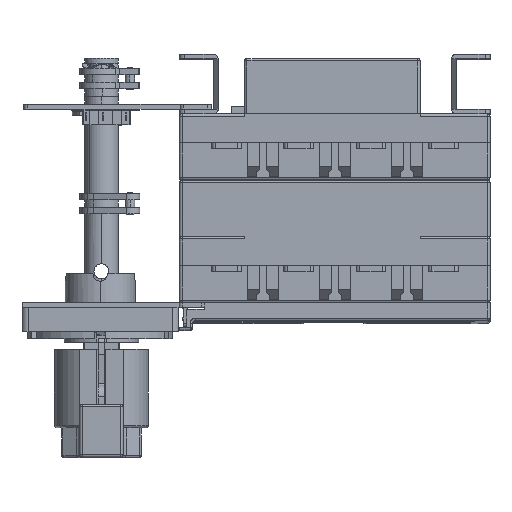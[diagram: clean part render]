
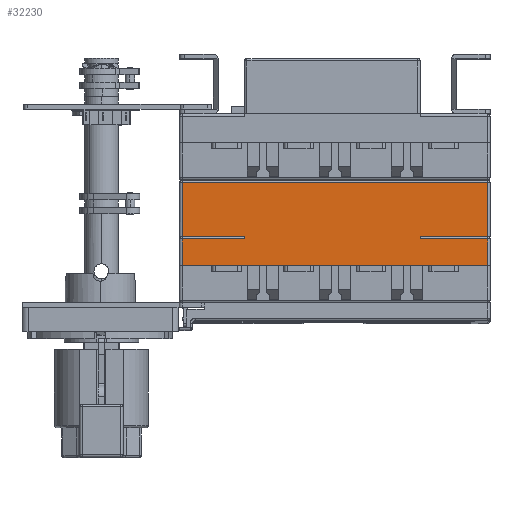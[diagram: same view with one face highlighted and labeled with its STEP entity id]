
A CAD part, top view. The second image highlights one B-rep face of the part: STEP entity #32230.
In plain terms, the highlighted planar face has unit normal (0, 0, 1).
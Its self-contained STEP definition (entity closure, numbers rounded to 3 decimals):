
#1214 = VERTEX_POINT ( 'NONE', #65832 ) ;
#3206 = VECTOR ( 'NONE', #123918, 1000. ) ;
#6009 = CARTESIAN_POINT ( 'NONE',  ( 27., 26.5, 35. ) ) ;
#6217 = EDGE_CURVE ( 'NONE', #35124, #120578, #35763, .T. ) ;
#7574 = VECTOR ( 'NONE', #49626, 1000. ) ;
#7985 = LINE ( 'NONE', #18231, #7574 ) ;
#11191 = VECTOR ( 'NONE', #56191, 1000. ) ;
#12974 = LINE ( 'NONE', #127580, #75026 ) ;
#13060 = LINE ( 'NONE', #56691, #80183 ) ;
#15307 = EDGE_CURVE ( 'NONE', #74957, #118984, #91261, .T. ) ;
#17648 = ORIENTED_EDGE ( 'NONE', *, *, #58725, .T. ) ;
#18231 = CARTESIAN_POINT ( 'NONE',  ( 128., 27.5, 35. ) ) ;
#18556 = EDGE_CURVE ( 'NONE', #104618, #74957, #28780, .T. ) ;
#18939 = DIRECTION ( 'NONE',  ( -1., 0., 0. ) ) ;
#19150 = EDGE_CURVE ( 'NONE', #75234, #35124, #19564, .T. ) ;
#19564 = LINE ( 'NONE', #102813, #3206 ) ;
#20080 = ORIENTED_EDGE ( 'NONE', *, *, #28506, .F. ) ;
#20598 = CARTESIAN_POINT ( 'NONE',  ( 0., 26.5, 35. ) ) ;
#21111 = CARTESIAN_POINT ( 'NONE',  ( 0., 15.5, 35. ) ) ;
#23774 = LINE ( 'NONE', #75655, #117990 ) ;
#28506 = EDGE_CURVE ( 'NONE', #104618, #75234, #12974, .T. ) ;
#28780 = LINE ( 'NONE', #39024, #75006 ) ;
#32230 = ADVANCED_FACE ( 'NONE', ( #101792 ), #52648, .T. ) ;
#32615 = EDGE_CURVE ( 'NONE', #83531, #66358, #7985, .T. ) ;
#34375 = EDGE_CURVE ( 'NONE', #1214, #83531, #84546, .T. ) ;
#34807 = ORIENTED_EDGE ( 'NONE', *, *, #34375, .T. ) ;
#35124 = VERTEX_POINT ( 'NONE', #128649 ) ;
#35763 = LINE ( 'NONE', #120320, #119845 ) ;
#38938 = EDGE_LOOP ( 'NONE', ( #124636, #34807, #57239, #117286, #17648, #47169, #46153, #105261, #119940, #20080, #102683, #75347 ) ) ;
#39024 = CARTESIAN_POINT ( 'NONE',  ( 27., 27.5, 35. ) ) ;
#39953 = VERTEX_POINT ( 'NONE', #134855 ) ;
#41735 = CARTESIAN_POINT ( 'NONE',  ( 0., 27.5, 35. ) ) ;
#43626 = CARTESIAN_POINT ( 'NONE',  ( 128., 50., 35. ) ) ;
#45641 = VECTOR ( 'NONE', #130935, 1000. ) ;
#46153 = ORIENTED_EDGE ( 'NONE', *, *, #91063, .F. ) ;
#47169 = ORIENTED_EDGE ( 'NONE', *, *, #111180, .F. ) ;
#49626 = DIRECTION ( 'NONE',  ( 0., 1., 0. ) ) ;
#51673 = CARTESIAN_POINT ( 'NONE',  ( 1., 26.5, 35. ) ) ;
#52648 = PLANE ( 'NONE',  #55512 ) ;
#55175 = DIRECTION ( 'NONE',  ( 0., -1., 0. ) ) ;
#55512 = AXIS2_PLACEMENT_3D ( 'NONE', #41735, #92230, #91550 ) ;
#56191 = DIRECTION ( 'NONE',  ( 0., -1., 0. ) ) ;
#56691 = CARTESIAN_POINT ( 'NONE',  ( 100., 26.5, 35. ) ) ;
#57239 = ORIENTED_EDGE ( 'NONE', *, *, #32615, .T. ) ;
#58725 = EDGE_CURVE ( 'NONE', #126022, #39953, #13060, .T. ) ;
#60277 = VECTOR ( 'NONE', #62735, 1000. ) ;
#62218 = DIRECTION ( 'NONE',  ( 1., 0., 0. ) ) ;
#62735 = DIRECTION ( 'NONE',  ( 1., 0., 0. ) ) ;
#65832 = CARTESIAN_POINT ( 'NONE',  ( 1., 15.5, 35. ) ) ;
#66358 = VERTEX_POINT ( 'NONE', #123605 ) ;
#66945 = CARTESIAN_POINT ( 'NONE',  ( 128., 27.5, 35. ) ) ;
#72464 = LINE ( 'NONE', #20598, #82730 ) ;
#74957 = VERTEX_POINT ( 'NONE', #6009 ) ;
#75006 = VECTOR ( 'NONE', #112676, 1000. ) ;
#75026 = VECTOR ( 'NONE', #96222, 1000. ) ;
#75234 = VERTEX_POINT ( 'NONE', #104202 ) ;
#75347 = ORIENTED_EDGE ( 'NONE', *, *, #15307, .T. ) ;
#75655 = CARTESIAN_POINT ( 'NONE',  ( 128., 51., 35. ) ) ;
#77343 = LINE ( 'NONE', #126475, #11191 ) ;
#80183 = VECTOR ( 'NONE', #98314, 1000. ) ;
#82730 = VECTOR ( 'NONE', #62218, 1000. ) ;
#83531 = VERTEX_POINT ( 'NONE', #97629 ) ;
#84546 = LINE ( 'NONE', #21111, #60277 ) ;
#84855 = VERTEX_POINT ( 'NONE', #66945 ) ;
#88950 = DIRECTION ( 'NONE',  ( 1., 0., 0. ) ) ;
#89334 = CARTESIAN_POINT ( 'NONE',  ( 100., 27.5, 35. ) ) ;
#91049 = VECTOR ( 'NONE', #18939, 1000. ) ;
#91063 = EDGE_CURVE ( 'NONE', #120578, #84855, #23774, .T. ) ;
#91261 = LINE ( 'NONE', #131530, #91049 ) ;
#91550 = DIRECTION ( 'NONE',  ( 1., 0., 0. ) ) ;
#91936 = EDGE_CURVE ( 'NONE', #118984, #1214, #77343, .T. ) ;
#92230 = DIRECTION ( 'NONE',  ( 0., 0., 1. ) ) ;
#96222 = DIRECTION ( 'NONE',  ( -1., 0., 0. ) ) ;
#97629 = CARTESIAN_POINT ( 'NONE',  ( 128., 15.5, 35. ) ) ;
#98314 = DIRECTION ( 'NONE',  ( 0., 1., 0. ) ) ;
#101792 = FACE_OUTER_BOUND ( 'NONE', #38938, .T. ) ;
#102683 = ORIENTED_EDGE ( 'NONE', *, *, #18556, .T. ) ;
#102813 = CARTESIAN_POINT ( 'NONE',  ( 1., 51., 35. ) ) ;
#104202 = CARTESIAN_POINT ( 'NONE',  ( 1., 27.5, 35. ) ) ;
#104618 = VERTEX_POINT ( 'NONE', #113388 ) ;
#105261 = ORIENTED_EDGE ( 'NONE', *, *, #6217, .F. ) ;
#109816 = LINE ( 'NONE', #89334, #45641 ) ;
#111180 = EDGE_CURVE ( 'NONE', #84855, #39953, #109816, .T. ) ;
#112676 = DIRECTION ( 'NONE',  ( 0., -1., 0. ) ) ;
#113388 = CARTESIAN_POINT ( 'NONE',  ( 27., 27.5, 35. ) ) ;
#117286 = ORIENTED_EDGE ( 'NONE', *, *, #126495, .F. ) ;
#117701 = CARTESIAN_POINT ( 'NONE',  ( 100., 26.5, 35. ) ) ;
#117990 = VECTOR ( 'NONE', #55175, 1000. ) ;
#118984 = VERTEX_POINT ( 'NONE', #51673 ) ;
#119845 = VECTOR ( 'NONE', #88950, 1000. ) ;
#119940 = ORIENTED_EDGE ( 'NONE', *, *, #19150, .F. ) ;
#120320 = CARTESIAN_POINT ( 'NONE',  ( 0.675, 50., 35. ) ) ;
#120578 = VERTEX_POINT ( 'NONE', #43626 ) ;
#123605 = CARTESIAN_POINT ( 'NONE',  ( 128., 26.5, 35. ) ) ;
#123918 = DIRECTION ( 'NONE',  ( 0., 1., 0. ) ) ;
#124636 = ORIENTED_EDGE ( 'NONE', *, *, #91936, .T. ) ;
#126022 = VERTEX_POINT ( 'NONE', #117701 ) ;
#126475 = CARTESIAN_POINT ( 'NONE',  ( 1., 27.5, 35. ) ) ;
#126495 = EDGE_CURVE ( 'NONE', #126022, #66358, #72464, .T. ) ;
#127580 = CARTESIAN_POINT ( 'NONE',  ( 100., 27.5, 35. ) ) ;
#128649 = CARTESIAN_POINT ( 'NONE',  ( 1., 50., 35. ) ) ;
#130935 = DIRECTION ( 'NONE',  ( -1., 0., 0. ) ) ;
#131530 = CARTESIAN_POINT ( 'NONE',  ( 0., 26.5, 35. ) ) ;
#134855 = CARTESIAN_POINT ( 'NONE',  ( 100., 27.5, 35. ) ) ;
